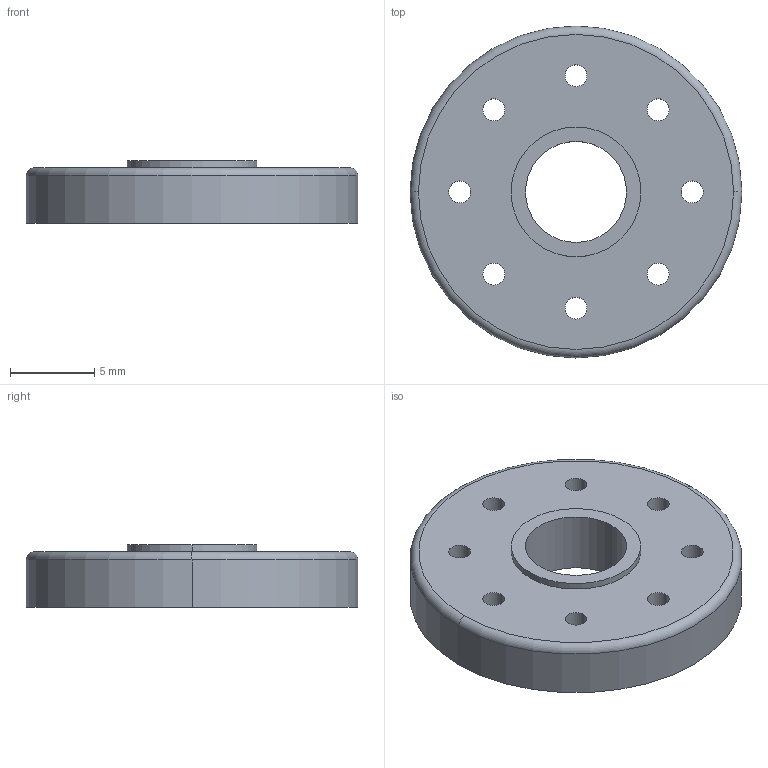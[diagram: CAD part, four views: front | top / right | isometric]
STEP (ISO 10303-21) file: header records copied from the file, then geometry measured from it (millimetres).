
FILE_DESCRIPTION (( 'STEP AP214' ), '1' );
FILE_NAME ('LDX-218_Mounting_Disk.STEP', '2023-02-25T15:47:57', ( '' ), ( '' ), 'SwSTEP 2.0', 'SolidWorks 2023', '' );
FILE_SCHEMA (( 'AUTOMOTIVE_DESIGN' ));
Length unit declared in the file: millimetre
Products named in the file (1): LDX-218_Mounting_Disk_Predeterminado
Bounding box: 19.7 x 19.7 x 3.7 mm (x, y, z)
Volume: 729.5 mm3; surface area: 1217.1 mm2
Topology: 1 solids, 1 shells, 54 faces, 145 edges, 96 vertices
Faces by surface type: cylinder 47, plane 5, torus 2
Entity records: 1810 total; most frequent: DIRECTION 353, CARTESIAN_POINT 296, ORIENTED_EDGE 290, AXIS2_PLACEMENT_3D 153, EDGE_CURVE 145, CIRCLE 98, VERTEX_POINT 96, EDGE_LOOP 75
